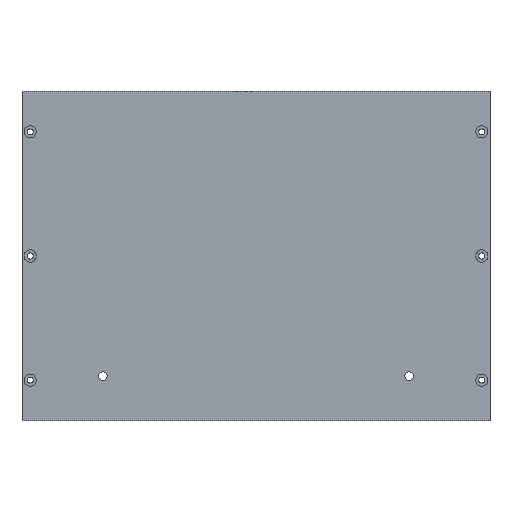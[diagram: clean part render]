
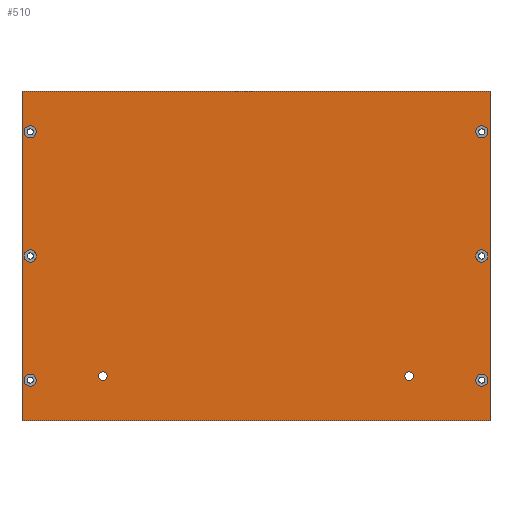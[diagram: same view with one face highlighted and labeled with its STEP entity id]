
A CAD part, front view. The second image highlights one B-rep face of the part: STEP entity #510.
In plain terms, the highlighted planar face has unit normal (0, -1, 0).
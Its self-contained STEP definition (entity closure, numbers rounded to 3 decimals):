
#21=FACE_BOUND('',#120,.T.);
#22=FACE_BOUND('',#121,.T.);
#23=FACE_BOUND('',#122,.T.);
#24=FACE_BOUND('',#123,.T.);
#25=FACE_BOUND('',#124,.T.);
#26=FACE_BOUND('',#125,.T.);
#27=FACE_BOUND('',#126,.T.);
#28=FACE_BOUND('',#127,.T.);
#49=PLANE('',#590);
#81=FACE_OUTER_BOUND('',#119,.T.);
#119=EDGE_LOOP('',(#424,#425,#426,#427));
#120=EDGE_LOOP('',(#428));
#121=EDGE_LOOP('',(#429));
#122=EDGE_LOOP('',(#430));
#123=EDGE_LOOP('',(#431));
#124=EDGE_LOOP('',(#432));
#125=EDGE_LOOP('',(#433));
#126=EDGE_LOOP('',(#434));
#127=EDGE_LOOP('',(#435));
#161=LINE('',#874,#190);
#162=LINE('',#876,#191);
#163=LINE('',#878,#192);
#164=LINE('',#879,#193);
#190=VECTOR('',#737,10.);
#191=VECTOR('',#738,10.);
#192=VECTOR('',#739,10.);
#193=VECTOR('',#740,10.);
#208=CIRCLE('',#543,3.);
#211=CIRCLE('',#548,3.);
#214=CIRCLE('',#553,3.);
#217=CIRCLE('',#558,3.);
#220=CIRCLE('',#563,3.);
#223=CIRCLE('',#568,3.);
#232=CIRCLE('',#585,2.117);
#234=CIRCLE('',#588,2.117);
#242=VERTEX_POINT('',#782);
#245=VERTEX_POINT('',#791);
#248=VERTEX_POINT('',#800);
#251=VERTEX_POINT('',#809);
#254=VERTEX_POINT('',#818);
#257=VERTEX_POINT('',#827);
#266=VERTEX_POINT('',#860);
#268=VERTEX_POINT('',#866);
#270=VERTEX_POINT('',#872);
#271=VERTEX_POINT('',#873);
#272=VERTEX_POINT('',#875);
#273=VERTEX_POINT('',#877);
#287=EDGE_CURVE('',#242,#242,#208,.T.);
#291=EDGE_CURVE('',#245,#245,#211,.T.);
#295=EDGE_CURVE('',#248,#248,#214,.T.);
#299=EDGE_CURVE('',#251,#251,#217,.T.);
#303=EDGE_CURVE('',#254,#254,#220,.T.);
#307=EDGE_CURVE('',#257,#257,#223,.T.);
#323=EDGE_CURVE('',#266,#266,#232,.T.);
#326=EDGE_CURVE('',#268,#268,#234,.T.);
#329=EDGE_CURVE('',#270,#271,#161,.T.);
#330=EDGE_CURVE('',#272,#270,#162,.T.);
#331=EDGE_CURVE('',#273,#272,#163,.T.);
#332=EDGE_CURVE('',#273,#271,#164,.T.);
#424=ORIENTED_EDGE('',*,*,#329,.F.);
#425=ORIENTED_EDGE('',*,*,#330,.F.);
#426=ORIENTED_EDGE('',*,*,#331,.F.);
#427=ORIENTED_EDGE('',*,*,#332,.T.);
#428=ORIENTED_EDGE('',*,*,#287,.T.);
#429=ORIENTED_EDGE('',*,*,#291,.T.);
#430=ORIENTED_EDGE('',*,*,#295,.T.);
#431=ORIENTED_EDGE('',*,*,#299,.T.);
#432=ORIENTED_EDGE('',*,*,#303,.T.);
#433=ORIENTED_EDGE('',*,*,#307,.T.);
#434=ORIENTED_EDGE('',*,*,#323,.T.);
#435=ORIENTED_EDGE('',*,*,#326,.T.);
#510=ADVANCED_FACE('',(#81,#21,#22,#23,#24,#25,#26,#27,#28),#49,.T.);
#543=AXIS2_PLACEMENT_3D('',#783,#627,#628);
#548=AXIS2_PLACEMENT_3D('',#792,#638,#639);
#553=AXIS2_PLACEMENT_3D('',#801,#649,#650);
#558=AXIS2_PLACEMENT_3D('',#810,#660,#661);
#563=AXIS2_PLACEMENT_3D('',#819,#671,#672);
#568=AXIS2_PLACEMENT_3D('',#828,#682,#683);
#585=AXIS2_PLACEMENT_3D('',#861,#723,#724);
#588=AXIS2_PLACEMENT_3D('',#867,#730,#731);
#590=AXIS2_PLACEMENT_3D('',#871,#735,#736);
#627=DIRECTION('center_axis',(0.,1.,0.));
#628=DIRECTION('ref_axis',(1.,0.,0.));
#638=DIRECTION('center_axis',(0.,1.,0.));
#639=DIRECTION('ref_axis',(1.,0.,0.));
#649=DIRECTION('center_axis',(0.,1.,0.));
#650=DIRECTION('ref_axis',(1.,0.,0.));
#660=DIRECTION('center_axis',(0.,1.,0.));
#661=DIRECTION('ref_axis',(1.,0.,0.));
#671=DIRECTION('center_axis',(0.,1.,0.));
#672=DIRECTION('ref_axis',(1.,0.,0.));
#682=DIRECTION('center_axis',(0.,1.,0.));
#683=DIRECTION('ref_axis',(1.,0.,0.));
#723=DIRECTION('center_axis',(0.,1.,0.));
#724=DIRECTION('ref_axis',(1.,0.,0.));
#730=DIRECTION('center_axis',(0.,1.,0.));
#731=DIRECTION('ref_axis',(1.,0.,0.));
#735=DIRECTION('center_axis',(0.,-1.,0.));
#736=DIRECTION('ref_axis',(1.,0.,0.));
#737=DIRECTION('',(1.,0.,0.));
#738=DIRECTION('',(0.,0.,1.));
#739=DIRECTION('',(-1.,0.,0.));
#740=DIRECTION('',(0.,0.,1.));
#782=CARTESIAN_POINT('',(108.,-115.,172.));
#783=CARTESIAN_POINT('Origin',(111.,-115.,172.));
#791=CARTESIAN_POINT('',(-114.,-115.,50.));
#792=CARTESIAN_POINT('Origin',(-111.,-115.,50.));
#800=CARTESIAN_POINT('',(108.,-115.,111.));
#801=CARTESIAN_POINT('Origin',(111.,-115.,111.));
#809=CARTESIAN_POINT('',(-114.,-115.,172.));
#810=CARTESIAN_POINT('Origin',(-111.,-115.,172.));
#818=CARTESIAN_POINT('',(-114.,-115.,111.));
#819=CARTESIAN_POINT('Origin',(-111.,-115.,111.));
#827=CARTESIAN_POINT('',(108.,-115.,50.));
#828=CARTESIAN_POINT('Origin',(111.,-115.,50.));
#860=CARTESIAN_POINT('',(-77.367,-115.,52.));
#861=CARTESIAN_POINT('Origin',(-75.25,-115.,52.));
#866=CARTESIAN_POINT('',(73.133,-115.,52.));
#867=CARTESIAN_POINT('Origin',(75.25,-115.,52.));
#871=CARTESIAN_POINT('Origin',(-115.,-115.,30.));
#872=CARTESIAN_POINT('',(-115.,-115.,192.));
#873=CARTESIAN_POINT('',(115.,-115.,192.));
#874=CARTESIAN_POINT('',(-57.5,-115.,192.));
#875=CARTESIAN_POINT('',(-115.,-115.,30.));
#876=CARTESIAN_POINT('',(-115.,-115.,30.));
#877=CARTESIAN_POINT('',(115.,-115.,30.));
#878=CARTESIAN_POINT('',(115.,-115.,30.));
#879=CARTESIAN_POINT('',(115.,-115.,30.));
